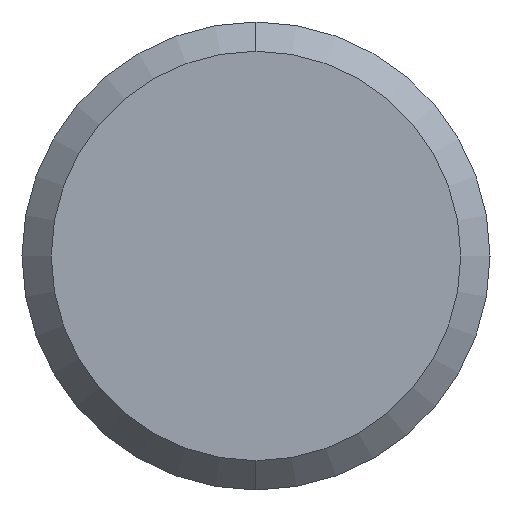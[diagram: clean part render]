
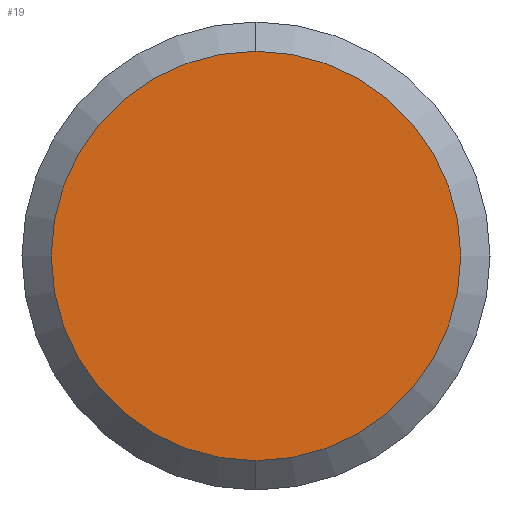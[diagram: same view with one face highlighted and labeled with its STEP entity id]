
A CAD part, left-side view. The second image highlights one B-rep face of the part: STEP entity #19.
In plain terms, the highlighted planar face has unit normal (-1, 0, 0).
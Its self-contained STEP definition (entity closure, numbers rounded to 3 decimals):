
#7 = EDGE_CURVE ( 'NONE', #10, #137, #52, .T. ) ;
#9 = DIRECTION ( 'NONE',  ( -1., 0., 0. ) ) ;
#10 = VERTEX_POINT ( 'NONE', #18 ) ;
#15 = DIRECTION ( 'NONE',  ( 0., 0., 1. ) ) ;
#18 = CARTESIAN_POINT ( 'NONE',  ( -240., 0., 7. ) ) ;
#19 = ADVANCED_FACE ( 'NONE', ( #166 ), #182, .F. ) ;
#22 = AXIS2_PLACEMENT_3D ( 'NONE', #76, #143, #15 ) ;
#29 = CARTESIAN_POINT ( 'NONE',  ( -240., 0., 0. ) ) ;
#47 = DIRECTION ( 'NONE',  ( 0., 0., 1. ) ) ;
#52 = CIRCLE ( 'NONE', #22, 7. ) ;
#76 = CARTESIAN_POINT ( 'NONE',  ( -240., 0., 0. ) ) ;
#93 = ORIENTED_EDGE ( 'NONE', *, *, #7, .T. ) ;
#101 = AXIS2_PLACEMENT_3D ( 'NONE', #29, #9, #47 ) ;
#103 = CARTESIAN_POINT ( 'NONE',  ( -240., 0., -7. ) ) ;
#110 = ORIENTED_EDGE ( 'NONE', *, *, #217, .T. ) ;
#125 = DIRECTION ( 'NONE',  ( 1., 0., 0. ) ) ;
#136 = AXIS2_PLACEMENT_3D ( 'NONE', #184, #125, #239 ) ;
#137 = VERTEX_POINT ( 'NONE', #103 ) ;
#143 = DIRECTION ( 'NONE',  ( -1., 0., 0. ) ) ;
#162 = EDGE_LOOP ( 'NONE', ( #110, #93 ) ) ;
#166 = FACE_OUTER_BOUND ( 'NONE', #162, .T. ) ;
#169 = CIRCLE ( 'NONE', #101, 7. ) ;
#182 = PLANE ( 'NONE',  #136 ) ;
#184 = CARTESIAN_POINT ( 'NONE',  ( -240., 0., 0. ) ) ;
#217 = EDGE_CURVE ( 'NONE', #137, #10, #169, .T. ) ;
#239 = DIRECTION ( 'NONE',  ( 0., 0., -1. ) ) ;
